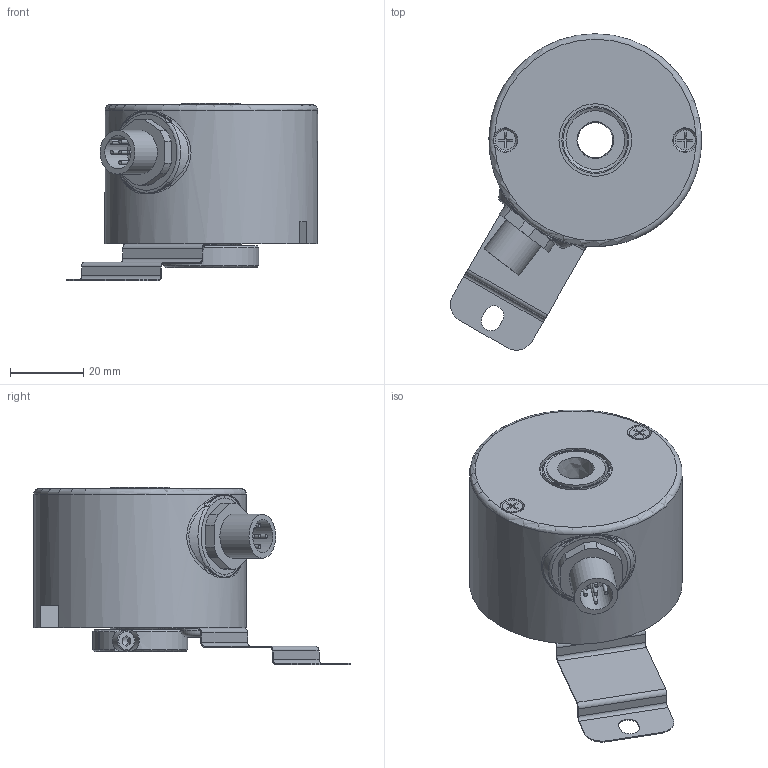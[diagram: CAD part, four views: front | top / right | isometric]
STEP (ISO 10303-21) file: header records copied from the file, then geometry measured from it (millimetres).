
FILE_DESCRIPTION((''),'2;1');
FILE_NAME('58H10xxxxSC5.stp','2012-05-03T10:52:29',('TP'),(''),'Autodesk Inventor 2008','Autodesk Inventor 2008','');
FILE_SCHEMA(('AUTOMOTIVE_DESIGN { 1 0 10303 214 1 1 1 1 }'));
Length unit declared in the file: millimetre
Products named in the file (1): Bauteil5
Bounding box: 68.49 x 86.25 x 48.3 mm (x, y, z)
Volume: 40930.9 mm3; surface area: 38418.7 mm2
Topology: 1 solids, 8 shells, 594 faces, 1449 edges, 878 vertices
Faces by surface type: plane 183, bspline 145, cylinder 111, cone 71, sphere 58, torus 26
Full cylindrical faces by diameter (mm): 1 x5, 3 x5, 4 x2, 5.5 x3, 7.6 x2, 9 x1, 12 x1, 15 x1, 16 x2, 16.6 x1, 17 x2, 18.2 x1, 19.3 x2, 19.8 x1, 20 x1, 20.2 x6, 22 x1, 23 x1, 23.2 x4, 24.1 x8, 25 x1, 25.85 x1, 26 x2, 28 x1, 53.5 x1, 56 x2, 56.05 x1, 58 x1
Entity records: 26665 total; most frequent: CARTESIAN_POINT 13907, DIRECTION 2515, ORIENTED_EDGE 2372, EDGE_CURVE 1186, AXIS2_PLACEMENT_3D 1082, EDGE_LOOP 825, VERTEX_POINT 786, CIRCLE 659
